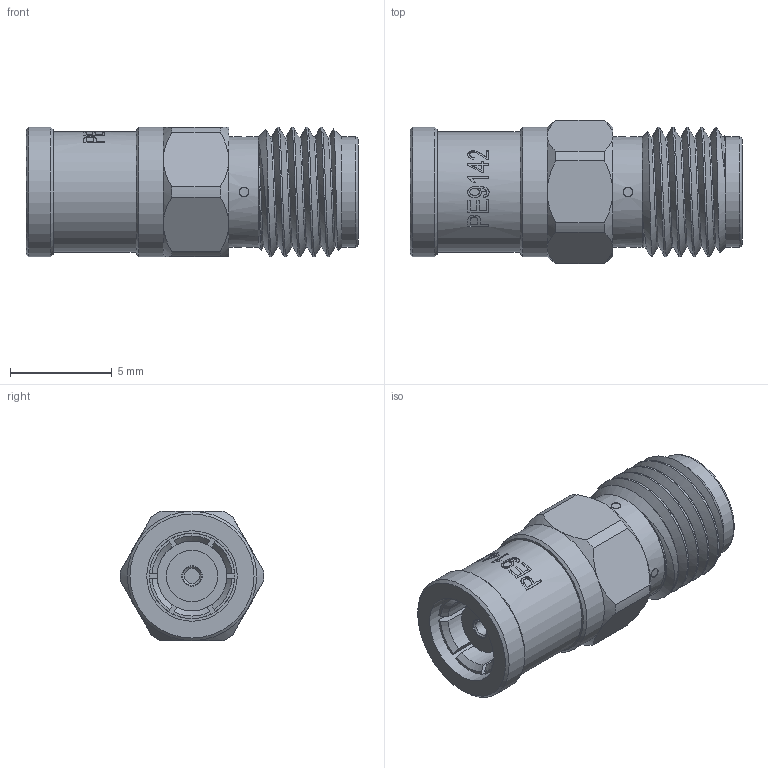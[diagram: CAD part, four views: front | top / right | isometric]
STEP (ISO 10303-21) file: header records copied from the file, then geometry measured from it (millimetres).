
FILE_DESCRIPTION (( 'STEP AP203' ), '1' );
FILE_NAME ('PE9142_3D.step', '2021-08-19T16:04:59', ( '' ), ( '' ), 'SwSTEP 2.0', 'SolidWorks 2021', '' );
FILE_SCHEMA (( 'CONFIG_CONTROL_DESIGN' ));
Length unit declared in the file: inch
Products named in the file (1): PE9142_3D
Bounding box: 16.31 x 7.04 x 6.35 mm (x, y, z)
Volume: 402 mm3; surface area: 628 mm2
Topology: 1 solids, 1 shells, 184 faces, 460 edges, 300 vertices
Faces by surface type: plane 84, bspline 38, cylinder 35, cone 26, torus 1
Full cylindrical faces by diameter (mm): 0.762 x2, 1.016 x2, 2.54 x1, 3.429 x1, 4.191 x1, 4.445 x2, 5.419 x2, 5.905 x1, 6.35 x2
Entity records: 8575 total; most frequent: CARTESIAN_POINT 4611, ORIENTED_EDGE 836, DIRECTION 685, EDGE_CURVE 418, VERTEX_POINT 288, AXIS2_PLACEMENT_3D 276, EDGE_LOOP 234, FACE_OUTER_BOUND 202
